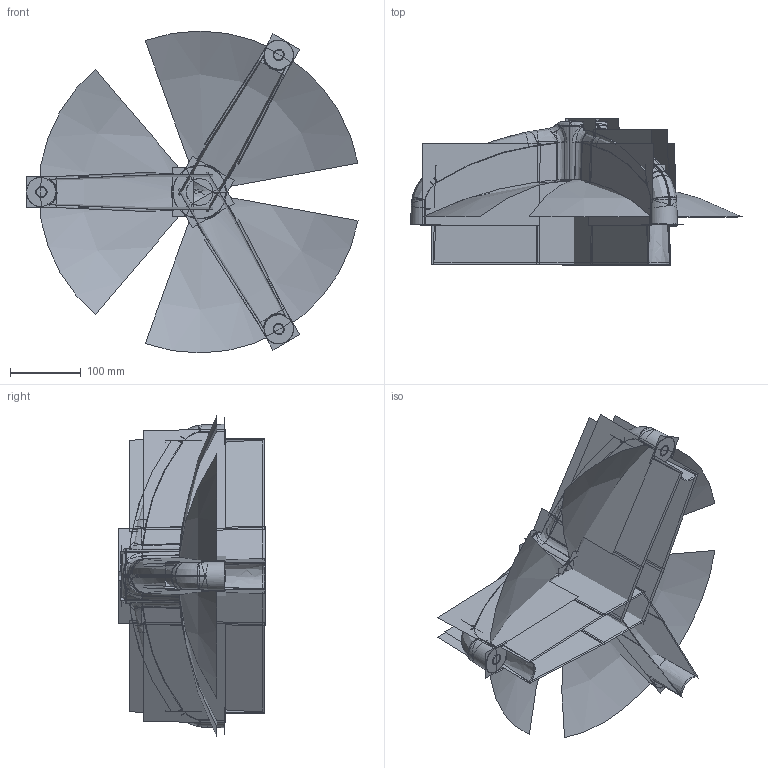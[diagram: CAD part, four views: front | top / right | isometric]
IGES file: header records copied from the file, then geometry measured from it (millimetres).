
Start section:  PTC IGES file: p615-d38,1_asm.igs
Global section: file name: p615-d38,1_asm.igs; native system: Pro/ENGINEER by Parametric Technology Corporation; preprocessor: 2004080; author: Emanuele Bellini; organization: Unknown; date: 050628.121750; units: millimetre
Bounding box: 470.18 x 207.2 x 455.99 mm (x, y, z)
Surface area: 2052389.7 mm2 (no closed solid volume)
Topology: 0 solids, 0 shells, 332 faces, 4694 edges, 6136 vertices
Faces by surface type: bspline 220, revolution 112
